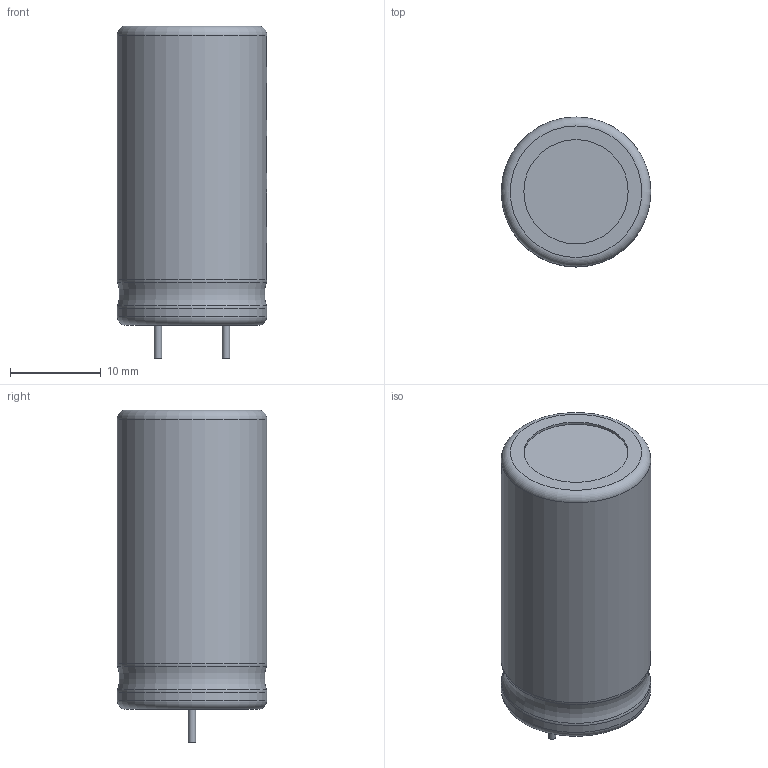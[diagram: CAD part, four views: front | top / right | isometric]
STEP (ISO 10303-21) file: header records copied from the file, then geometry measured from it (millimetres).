
FILE_DESCRIPTION(/* description */ (''),/* implementation_level */ '2;1');
FILE_NAME(/* name */ 'CAPPR750-1650X3300.stp',/* time_stamp */ '2015-06-02T09:26:52+02:00',/* author */ ('admchouv'),/* organization */ (''),/* preprocessor_version */ 'ST-DEVELOPER v15.5',/* originating_system */ 'AutoCAD Mechanical',/* authorisation */ '');
FILE_SCHEMA (('AUTOMOTIVE_DESIGN { 1 0 10303 214 3 1 1 }'));
Length unit declared in the file: millimetre
Products named in the file (1): Product
Bounding box: 16.5 x 16.5 x 36.6 mm (x, y, z)
Volume: 6953 mm3; surface area: 2686.6 mm2
Topology: 11 solids, 11 shells, 86 faces, 182 edges, 120 vertices
Faces by surface type: plane 56, cylinder 25, torus 5
Full cylindrical faces by diameter (mm): 0.8 x2, 11.5 x1, 11.516 x3, 16.5 x2
Entity records: 2149 total; most frequent: DIRECTION 390, CARTESIAN_POINT 347, ORIENTED_EDGE 304, EDGE_CURVE 152, AXIS2_PLACEMENT_3D 151, VERTEX_POINT 108, EDGE_LOOP 106, LINE 88
